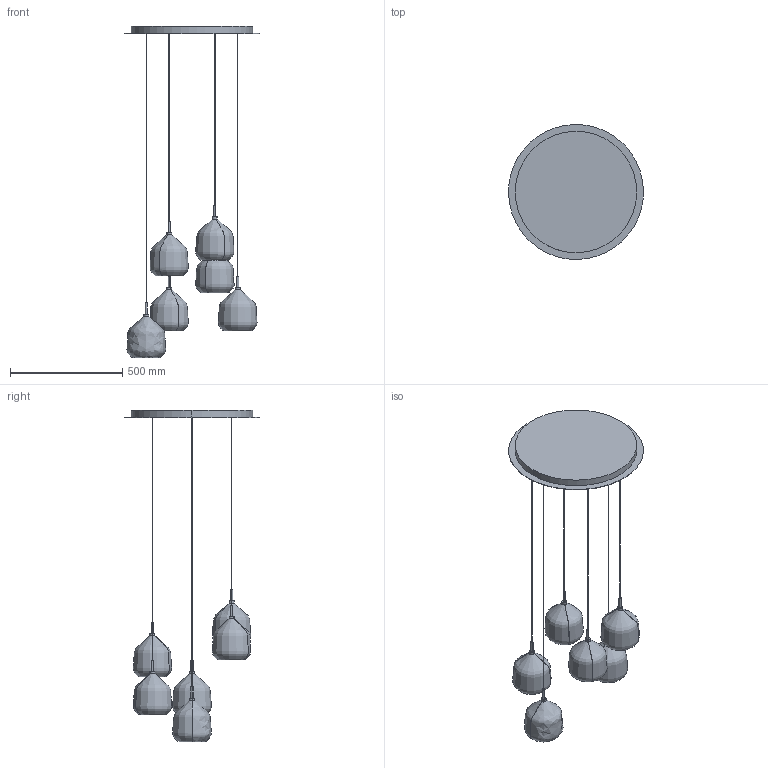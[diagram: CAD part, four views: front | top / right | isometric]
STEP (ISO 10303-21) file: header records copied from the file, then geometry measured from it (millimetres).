
FILE_DESCRIPTION(/* description */ (''),/* implementation_level */ '2;1');
FILE_NAME(/* name */ 'KIT.M.13_X-RAY',/* time_stamp */ '2024-04-10T10:58:23+02:00',/* author */ (''),/* organization */ (''),/* preprocessor_version */ 'ST-DEVELOPER v16.5',/* originating_system */ 'Rhino 7.15',/* authorisation */ '');
FILE_SCHEMA (('CONFIG_CONTROL_DESIGN'));
Length unit declared in the file: millimetre
Products named in the file (1): Document
Bounding box: 600 x 599.08 x 1472.14 mm (x, y, z)
Volume: 14328987.4 mm3; surface area: 2789890.3 mm2
Topology: 9 solids, 27 shells, 120 faces, 282 edges, 150 vertices
Faces by surface type: bspline 60, cylinder 54, plane 6
Entity records: 5594 total; most frequent: CARTESIAN_POINT 4005, ORIENTED_EDGE 432, EDGE_CURVE 246, VERTEX_POINT 150, ADVANCED_FACE 120, FACE_OUTER_BOUND 120, EDGE_LOOP 120, B_SPLINE_CURVE_WITH_KNOTS 72
